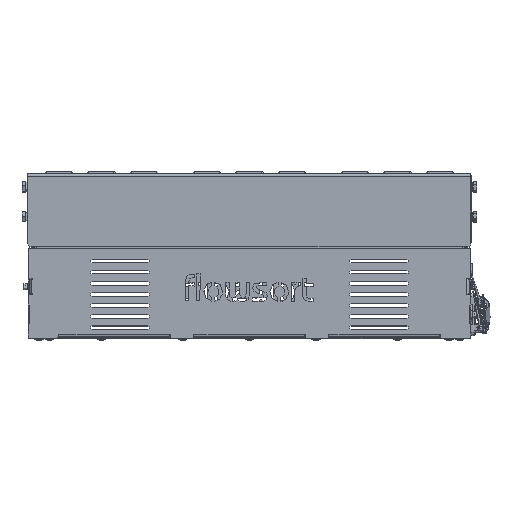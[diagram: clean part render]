
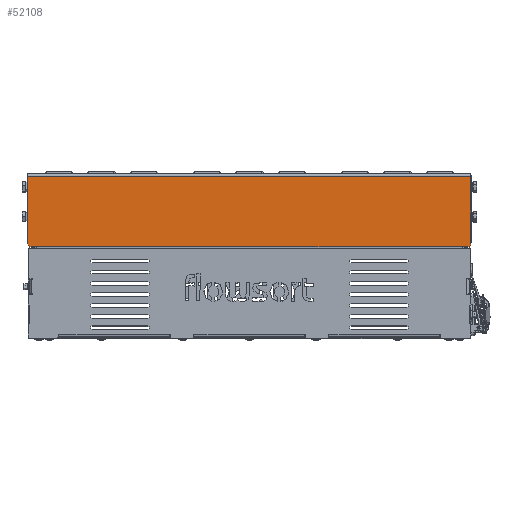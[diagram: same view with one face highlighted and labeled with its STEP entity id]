
A CAD part, top view. The second image highlights one B-rep face of the part: STEP entity #52108.
In plain terms, the highlighted planar face has unit normal (0, 0, 1).
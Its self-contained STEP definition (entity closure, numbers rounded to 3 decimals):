
#9326 = CARTESIAN_POINT ( 'NONE',  ( 299.5, -4., 100. ) ) ;
#20853 = EDGE_LOOP ( 'NONE', ( #32424, #193205, #218934, #183851, #94732, #114893 ) ) ;
#21334 = VECTOR ( 'NONE', #64395, 1000. ) ;
#31378 = DIRECTION ( 'NONE',  ( 0., 1., 0. ) ) ;
#32424 = ORIENTED_EDGE ( 'NONE', *, *, #149607, .T. ) ;
#44490 = VERTEX_POINT ( 'NONE', #152721 ) ;
#44728 = EDGE_CURVE ( 'NONE', #197436, #96778, #103651, .T. ) ;
#48326 = CARTESIAN_POINT ( 'NONE',  ( -299.5, -94., 100. ) ) ;
#52108 = ADVANCED_FACE ( 'NONE', ( #275762 ), #162092, .F. ) ;
#55122 = CARTESIAN_POINT ( 'NONE',  ( -294.5, -99., 100. ) ) ;
#59371 = CIRCLE ( 'NONE', #162598, 5. ) ;
#60360 = EDGE_CURVE ( 'NONE', #133051, #44490, #104385, .T. ) ;
#64395 = DIRECTION ( 'NONE',  ( 0., -1., 0. ) ) ;
#75439 = DIRECTION ( 'NONE',  ( 0., 1., 0. ) ) ;
#79064 = CARTESIAN_POINT ( 'NONE',  ( 299.5, 0., 100. ) ) ;
#86527 = DIRECTION ( 'NONE',  ( 0., 1., 0. ) ) ;
#91125 = CARTESIAN_POINT ( 'NONE',  ( 294.5, -94., 100. ) ) ;
#94732 = ORIENTED_EDGE ( 'NONE', *, *, #44728, .T. ) ;
#96778 = VERTEX_POINT ( 'NONE', #226143 ) ;
#96968 = AXIS2_PLACEMENT_3D ( 'NONE', #91125, #250952, #86527 ) ;
#100050 = DIRECTION ( 'NONE',  ( 1., 0., 0. ) ) ;
#103651 = LINE ( 'NONE', #79064, #232391 ) ;
#104385 = LINE ( 'NONE', #239726, #252854 ) ;
#107180 = EDGE_CURVE ( 'NONE', #44490, #197436, #229457, .T. ) ;
#110808 = EDGE_CURVE ( 'NONE', #257840, #133051, #59371, .T. ) ;
#114893 = ORIENTED_EDGE ( 'NONE', *, *, #300548, .F. ) ;
#117022 = DIRECTION ( 'NONE',  ( 0., 0., 1. ) ) ;
#133051 = VERTEX_POINT ( 'NONE', #55122 ) ;
#149607 = EDGE_CURVE ( 'NONE', #267472, #257840, #293448, .T. ) ;
#152721 = CARTESIAN_POINT ( 'NONE',  ( 294.5, -99., 100. ) ) ;
#162092 = PLANE ( 'NONE',  #285239 ) ;
#162598 = AXIS2_PLACEMENT_3D ( 'NONE', #259843, #117022, #75439 ) ;
#163607 = DIRECTION ( 'NONE',  ( 0., 1., 0. ) ) ;
#179743 = CARTESIAN_POINT ( 'NONE',  ( -299.5, 0., 100. ) ) ;
#183584 = DIRECTION ( 'NONE',  ( 0., 0., -1. ) ) ;
#183851 = ORIENTED_EDGE ( 'NONE', *, *, #107180, .T. ) ;
#191519 = CARTESIAN_POINT ( 'NONE',  ( 299.5, -94., 100. ) ) ;
#192079 = DIRECTION ( 'NONE',  ( 1., 0., 0. ) ) ;
#193205 = ORIENTED_EDGE ( 'NONE', *, *, #110808, .T. ) ;
#197436 = VERTEX_POINT ( 'NONE', #191519 ) ;
#199863 = LINE ( 'NONE', #9326, #213851 ) ;
#213851 = VECTOR ( 'NONE', #100050, 1000. ) ;
#218934 = ORIENTED_EDGE ( 'NONE', *, *, #60360, .T. ) ;
#226143 = CARTESIAN_POINT ( 'NONE',  ( 299.5, -4., 100. ) ) ;
#229457 = CIRCLE ( 'NONE', #96968, 5. ) ;
#232391 = VECTOR ( 'NONE', #31378, 1000. ) ;
#239726 = CARTESIAN_POINT ( 'NONE',  ( 0., -99., 100. ) ) ;
#250952 = DIRECTION ( 'NONE',  ( 0., 0., 1. ) ) ;
#252854 = VECTOR ( 'NONE', #192079, 1000. ) ;
#255705 = CARTESIAN_POINT ( 'NONE',  ( 0., 0., 100. ) ) ;
#257840 = VERTEX_POINT ( 'NONE', #48326 ) ;
#259843 = CARTESIAN_POINT ( 'NONE',  ( -294.5, -94., 100. ) ) ;
#267472 = VERTEX_POINT ( 'NONE', #289782 ) ;
#275762 = FACE_OUTER_BOUND ( 'NONE', #20853, .T. ) ;
#285239 = AXIS2_PLACEMENT_3D ( 'NONE', #255705, #183584, #163607 ) ;
#289782 = CARTESIAN_POINT ( 'NONE',  ( -299.5, -4., 100. ) ) ;
#293448 = LINE ( 'NONE', #179743, #21334 ) ;
#300548 = EDGE_CURVE ( 'NONE', #267472, #96778, #199863, .T. ) ;
